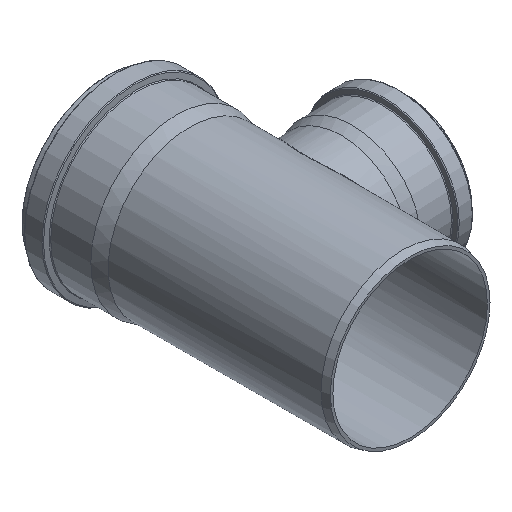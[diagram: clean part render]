
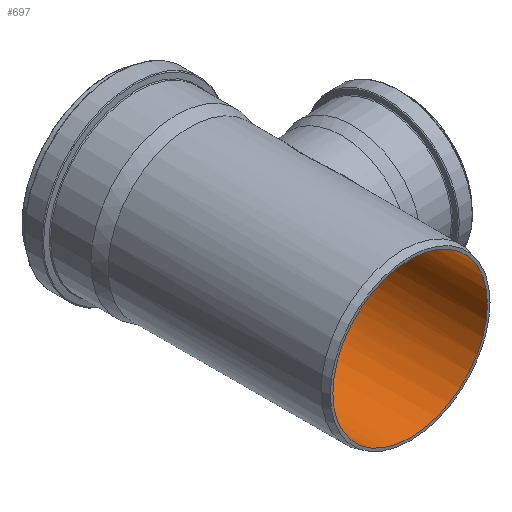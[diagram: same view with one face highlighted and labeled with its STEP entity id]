
A CAD part, isometric view. The second image highlights one B-rep face of the part: STEP entity #697.
In plain terms, the highlighted cylindrical face has radius 94.65 mm (diameter 189.3 mm), a full revolution.
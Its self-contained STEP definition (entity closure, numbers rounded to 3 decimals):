
#84=FACE_BOUND('',#310,.T.);
#85=FACE_BOUND('',#311,.T.);
#138=CIRCLE('',#782,94.65);
#141=CIRCLE('',#787,94.65);
#174=CYLINDRICAL_SURFACE('',#788,94.65);
#218=FACE_OUTER_BOUND('',#309,.T.);
#309=EDGE_LOOP('',(#608));
#310=EDGE_LOOP('',(#609));
#311=EDGE_LOOP('',(#610));
#374=B_SPLINE_CURVE_WITH_KNOTS('',3,(#1651,#1652,#1653,#1654,#1655,#1656,
#1657,#1658,#1659,#1660,#1661,#1662,#1663,#1664,#1665,#1666,#1667,#1668,
#1669,#1670,#1671,#1672,#1673,#1674,#1675,#1676,#1677,#1678,#1679,#1680,
#1681,#1682,#1683,#1684,#1685,#1686,#1687,#1688,#1689,#1690,#1691,#1692,
#1693,#1694,#1695,#1696,#1697,#1698,#1699,#1700,#1701,#1702,#1703,#1704,
#1705,#1706,#1707,#1708,#1709,#1710,#1711,#1712,#1713,#1714,#1715,#1716,
#1717,#1718,#1719,#1720),.UNSPECIFIED.,.T.,.F.,(4,2,2,2,2,2,2,2,2,2,2,2,
2,2,2,2,2,2,2,2,2,2,2,2,2,2,2,2,2,2,2,2,2,2,4),(0.,1.592,3.184,
4.776,6.369,7.883,9.398,10.912,
12.427,13.941,15.456,16.971,18.485,
20.077,21.67,23.262,24.854,25.624,
26.394,27.934,29.474,31.014,32.527,
34.041,35.555,37.068,38.582,40.096,
41.61,43.123,44.663,46.203,47.743,
48.513,49.283),.UNSPECIFIED.);
#388=VERTEX_POINT('',#1650);
#415=VERTEX_POINT('',#1800);
#418=VERTEX_POINT('',#1808);
#460=EDGE_CURVE('',#388,#388,#374,.T.);
#487=EDGE_CURVE('',#415,#415,#138,.T.);
#490=EDGE_CURVE('',#418,#418,#141,.T.);
#608=ORIENTED_EDGE('',*,*,#487,.F.);
#609=ORIENTED_EDGE('',*,*,#460,.F.);
#610=ORIENTED_EDGE('',*,*,#490,.T.);
#697=ADVANCED_FACE('',(#218,#84,#85),#174,.F.);
#782=AXIS2_PLACEMENT_3D('',#1801,#954,#955);
#787=AXIS2_PLACEMENT_3D('',#1809,#964,#965);
#788=AXIS2_PLACEMENT_3D('',#1810,#966,#967);
#954=DIRECTION('center_axis',(0.,-1.,0.));
#955=DIRECTION('ref_axis',(1.,0.,0.));
#964=DIRECTION('center_axis',(0.,-1.,0.));
#965=DIRECTION('ref_axis',(1.,0.,0.));
#966=DIRECTION('center_axis',(0.,-1.,0.));
#967=DIRECTION('ref_axis',(1.,0.,0.));
#1650=CARTESIAN_POINT('',(56.212,-80.46,76.15));
#1651=CARTESIAN_POINT('Ctrl Pts',(56.212,-80.46,76.15));
#1652=CARTESIAN_POINT('Ctrl Pts',(56.212,-75.152,76.15));
#1653=CARTESIAN_POINT('Ctrl Pts',(56.981,-69.902,75.595));
#1654=CARTESIAN_POINT('Ctrl Pts',(59.661,-59.72,73.499));
#1655=CARTESIAN_POINT('Ctrl Pts',(61.558,-54.785,71.957));
#1656=CARTESIAN_POINT('Ctrl Pts',(65.89,-45.39,68.013));
#1657=CARTESIAN_POINT('Ctrl Pts',(68.324,-40.925,65.606));
#1658=CARTESIAN_POINT('Ctrl Pts',(73.228,-32.631,60.083));
#1659=CARTESIAN_POINT('Ctrl Pts',(75.698,-28.805,56.964));
#1660=CARTESIAN_POINT('Ctrl Pts',(80.184,-22.132,50.438));
#1661=CARTESIAN_POINT('Ctrl Pts',(82.383,-19.006,46.816));
#1662=CARTESIAN_POINT('Ctrl Pts',(86.441,-13.385,38.816));
#1663=CARTESIAN_POINT('Ctrl Pts',(88.298,-10.889,34.438));
#1664=CARTESIAN_POINT('Ctrl Pts',(91.377,-6.803,25.154));
#1665=CARTESIAN_POINT('Ctrl Pts',(92.601,-5.21,20.237));
#1666=CARTESIAN_POINT('Ctrl Pts',(94.238,-3.087,10.185));
#1667=CARTESIAN_POINT('Ctrl Pts',(94.65,-2.559,5.049));
#1668=CARTESIAN_POINT('Ctrl Pts',(94.65,-2.559,-5.049));
#1669=CARTESIAN_POINT('Ctrl Pts',(94.238,-3.087,-10.185));
#1670=CARTESIAN_POINT('Ctrl Pts',(92.601,-5.21,-20.237));
#1671=CARTESIAN_POINT('Ctrl Pts',(91.377,-6.803,-25.154));
#1672=CARTESIAN_POINT('Ctrl Pts',(88.298,-10.889,-34.438));
#1673=CARTESIAN_POINT('Ctrl Pts',(86.441,-13.385,-38.816));
#1674=CARTESIAN_POINT('Ctrl Pts',(82.383,-19.006,-46.816));
#1675=CARTESIAN_POINT('Ctrl Pts',(80.184,-22.132,-50.438));
#1676=CARTESIAN_POINT('Ctrl Pts',(75.698,-28.805,-56.964));
#1677=CARTESIAN_POINT('Ctrl Pts',(73.228,-32.631,-60.083));
#1678=CARTESIAN_POINT('Ctrl Pts',(68.324,-40.925,-65.606));
#1679=CARTESIAN_POINT('Ctrl Pts',(65.89,-45.39,-68.013));
#1680=CARTESIAN_POINT('Ctrl Pts',(61.558,-54.785,-71.957));
#1681=CARTESIAN_POINT('Ctrl Pts',(59.661,-59.72,-73.499));
#1682=CARTESIAN_POINT('Ctrl Pts',(56.981,-69.902,-75.595));
#1683=CARTESIAN_POINT('Ctrl Pts',(56.212,-75.152,-76.15));
#1684=CARTESIAN_POINT('Ctrl Pts',(56.212,-83.026,-76.15));
#1685=CARTESIAN_POINT('Ctrl Pts',(56.389,-85.582,-76.02));
#1686=CARTESIAN_POINT('Ctrl Pts',(57.076,-90.64,-75.506));
#1687=CARTESIAN_POINT('Ctrl Pts',(57.585,-93.141,-75.121));
#1688=CARTESIAN_POINT('Ctrl Pts',(59.533,-100.517,-73.601));
#1689=CARTESIAN_POINT('Ctrl Pts',(61.391,-105.268,-72.098));
#1690=CARTESIAN_POINT('Ctrl Pts',(65.665,-114.264,-68.228));
#1691=CARTESIAN_POINT('Ctrl Pts',(68.079,-118.517,-65.858));
#1692=CARTESIAN_POINT('Ctrl Pts',(72.951,-126.382,-60.416));
#1693=CARTESIAN_POINT('Ctrl Pts',(75.409,-129.993,-57.342));
#1694=CARTESIAN_POINT('Ctrl Pts',(79.941,-136.367,-50.828));
#1695=CARTESIAN_POINT('Ctrl Pts',(82.194,-139.379,-47.153));
#1696=CARTESIAN_POINT('Ctrl Pts',(86.339,-144.767,-39.049));
#1697=CARTESIAN_POINT('Ctrl Pts',(88.23,-147.143,-34.619));
#1698=CARTESIAN_POINT('Ctrl Pts',(91.354,-151.017,-25.247));
#1699=CARTESIAN_POINT('Ctrl Pts',(92.59,-152.518,-20.294));
#1700=CARTESIAN_POINT('Ctrl Pts',(94.239,-154.512,-10.194));
#1701=CARTESIAN_POINT('Ctrl Pts',(94.65,-155.004,-5.046));
#1702=CARTESIAN_POINT('Ctrl Pts',(94.65,-155.004,5.046));
#1703=CARTESIAN_POINT('Ctrl Pts',(94.239,-154.512,10.194));
#1704=CARTESIAN_POINT('Ctrl Pts',(92.59,-152.518,20.294));
#1705=CARTESIAN_POINT('Ctrl Pts',(91.354,-151.017,25.247));
#1706=CARTESIAN_POINT('Ctrl Pts',(88.23,-147.143,34.619));
#1707=CARTESIAN_POINT('Ctrl Pts',(86.339,-144.767,39.049));
#1708=CARTESIAN_POINT('Ctrl Pts',(82.194,-139.379,47.153));
#1709=CARTESIAN_POINT('Ctrl Pts',(79.941,-136.367,50.828));
#1710=CARTESIAN_POINT('Ctrl Pts',(75.409,-129.993,57.342));
#1711=CARTESIAN_POINT('Ctrl Pts',(72.951,-126.382,60.416));
#1712=CARTESIAN_POINT('Ctrl Pts',(68.079,-118.517,65.858));
#1713=CARTESIAN_POINT('Ctrl Pts',(65.665,-114.264,68.228));
#1714=CARTESIAN_POINT('Ctrl Pts',(61.391,-105.268,72.098));
#1715=CARTESIAN_POINT('Ctrl Pts',(59.533,-100.517,73.601));
#1716=CARTESIAN_POINT('Ctrl Pts',(57.585,-93.141,75.121));
#1717=CARTESIAN_POINT('Ctrl Pts',(57.076,-90.64,75.506));
#1718=CARTESIAN_POINT('Ctrl Pts',(56.389,-85.582,76.02));
#1719=CARTESIAN_POINT('Ctrl Pts',(56.212,-83.026,76.15));
#1720=CARTESIAN_POINT('Ctrl Pts',(56.212,-80.46,76.15));
#1800=CARTESIAN_POINT('',(94.65,0.,0.));
#1801=CARTESIAN_POINT('Origin',(0.,0.,
0.));
#1808=CARTESIAN_POINT('',(94.65,-269.914,0.));
#1809=CARTESIAN_POINT('Origin',(0.,-269.914,
0.));
#1810=CARTESIAN_POINT('Origin',(0.,-134.957,
0.));
